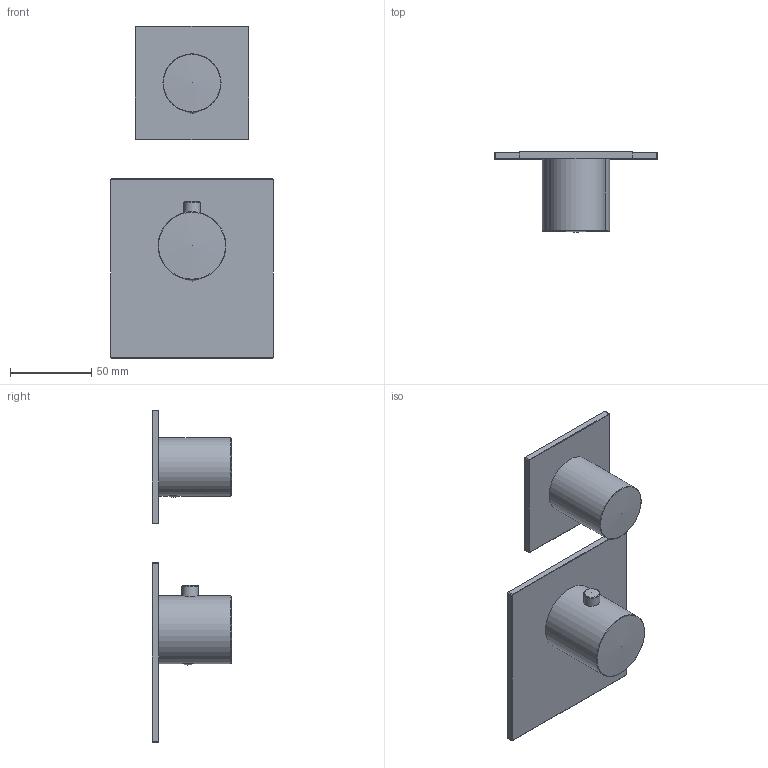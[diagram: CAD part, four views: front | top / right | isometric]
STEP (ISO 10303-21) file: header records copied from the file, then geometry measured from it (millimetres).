
FILE_DESCRIPTION(/* description */ ('Unknown'),/* implementation_level */ '2;1');
FILE_NAME(/* name */ 'MHRQ1',/* time_stamp */ '2016-04-29T14:45:23+02:00',/* author */ ('Unknown'),/* organization */ ('Unknown'),/* preprocessor_version */ 'ST-DEVELOPER v16.7',/* originating_system */ 'DEX',/* authorisation */ $);
FILE_SCHEMA (('AUTOMOTIVE_DESIGN {1 0 10303 214 3 1 1}'));
Length unit declared in the file: millimetre
Products named in the file (2): e180081_02100sc; E180081_02100SC
Assembly tree (1 placements, depth 2):
  e180081_02100sc
    E180081_02100SC
Bounding box: 100 x 49 x 204 mm (x, y, z)
Volume: 163435.3 mm3; surface area: 48009.4 mm2
Topology: 2 solids, 2 shells, 151 faces, 486 edges, 354 vertices
Faces by surface type: cylinder 46, plane 43, bspline 36, torus 15, cone 6, sphere 5
Full cylindrical faces by diameter (mm): 4.2 x4, 9.95 x1, 17 x1, 22 x2, 35.7 x1, 41.7 x1
Entity records: 13206 total; most frequent: CARTESIAN_POINT 9522, ORIENTED_EDGE 870, DIRECTION 554, EDGE_CURVE 435, VERTEX_POINT 327, AXIS2_PLACEMENT_3D 225, B_SPLINE_CURVE_WITH_KNOTS 222, EDGE_LOOP 188
